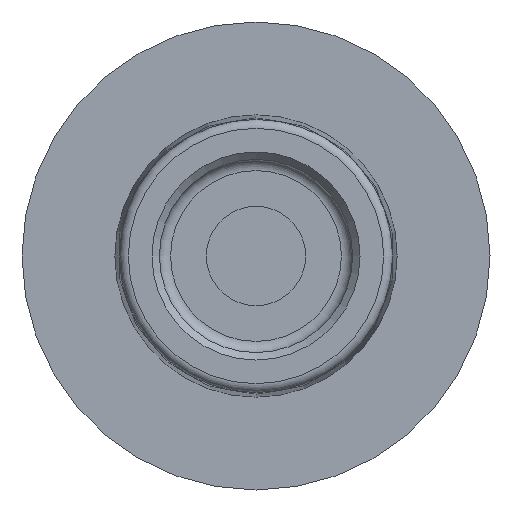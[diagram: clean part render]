
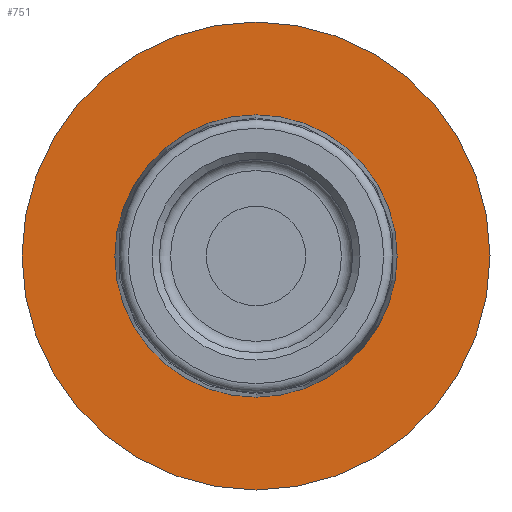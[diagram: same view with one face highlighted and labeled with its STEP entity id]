
A CAD part, left-side view. The second image highlights one B-rep face of the part: STEP entity #751.
In plain terms, the highlighted planar face has unit normal (-1, 0, 0).
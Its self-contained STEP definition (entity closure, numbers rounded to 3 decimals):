
#103=FACE_BOUND('',#287,.T.);
#220=FACE_OUTER_BOUND('',#286,.T.);
#286=EDGE_LOOP('',(#609));
#287=EDGE_LOOP('',(#610));
#371=CIRCLE('',#825,31.5);
#372=CIRCLE('',#827,19.005);
#431=VERTEX_POINT('',#1222);
#432=VERTEX_POINT('',#1225);
#504=EDGE_CURVE('',#431,#431,#371,.T.);
#505=EDGE_CURVE('',#432,#432,#372,.T.);
#609=ORIENTED_EDGE('',*,*,#504,.F.);
#610=ORIENTED_EDGE('',*,*,#505,.T.);
#724=PLANE('',#826);
#751=ADVANCED_FACE('',(#220,#103),#724,.T.);
#825=AXIS2_PLACEMENT_3D('',#1223,#970,#971);
#826=AXIS2_PLACEMENT_3D('',#1224,#972,#973);
#827=AXIS2_PLACEMENT_3D('',#1226,#974,#975);
#970=DIRECTION('center_axis',(1.,0.,0.));
#971=DIRECTION('ref_axis',(0.,0.,1.));
#972=DIRECTION('center_axis',(-1.,0.,0.));
#973=DIRECTION('ref_axis',(0.,-1.,0.));
#974=DIRECTION('center_axis',(1.,0.,0.));
#975=DIRECTION('ref_axis',(0.,0.,1.));
#1222=CARTESIAN_POINT('',(-23.5,0.,31.5));
#1223=CARTESIAN_POINT('Origin',(-23.5,0.,0.));
#1224=CARTESIAN_POINT('Origin',(-23.5,0.,25.252));
#1225=CARTESIAN_POINT('',(-23.5,0.,19.005));
#1226=CARTESIAN_POINT('Origin',(-23.5,0.,0.));
